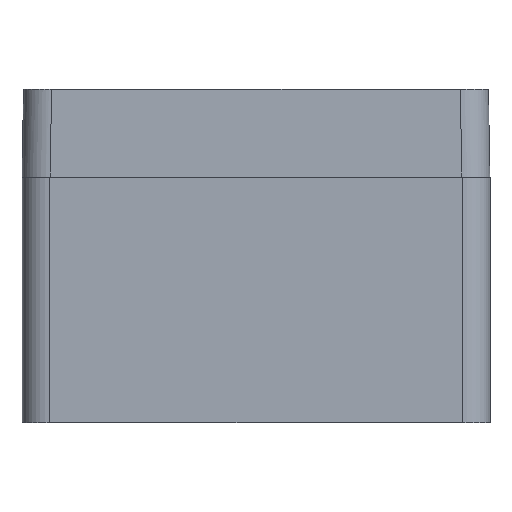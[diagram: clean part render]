
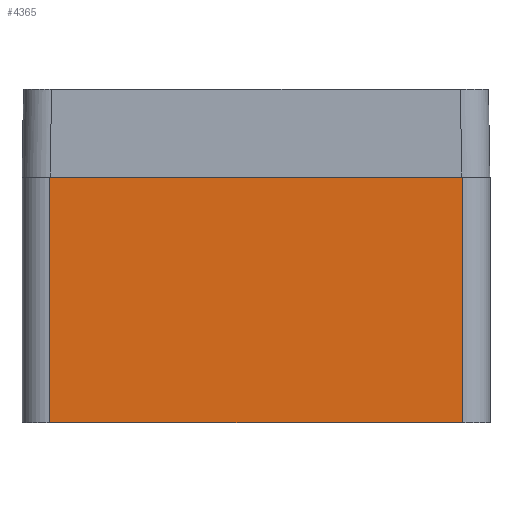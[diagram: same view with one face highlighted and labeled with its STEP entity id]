
A CAD part, front view. The second image highlights one B-rep face of the part: STEP entity #4365.
In plain terms, the highlighted planar face has unit normal (0, -1, 0).
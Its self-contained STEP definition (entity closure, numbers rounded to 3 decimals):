
#47 = EDGE_CURVE ( 'NONE', #2539, #103, #2709, .T. ) ;
#103 = VERTEX_POINT ( 'NONE', #1945 ) ;
#455 = LINE ( 'NONE', #3314, #2058 ) ;
#473 = EDGE_LOOP ( 'NONE', ( #1816, #1749, #3692, #1296 ) ) ;
#518 = DIRECTION ( 'NONE',  ( -1., 0., 0. ) ) ;
#616 = EDGE_CURVE ( 'NONE', #5050, #2539, #455, .T. ) ;
#686 = DIRECTION ( 'NONE',  ( 1., 0., 0. ) ) ;
#713 = VERTEX_POINT ( 'NONE', #867 ) ;
#853 = AXIS2_PLACEMENT_3D ( 'NONE', #1380, #3424, #1401 ) ;
#867 = CARTESIAN_POINT ( 'NONE',  ( 35.3, -62.5, 42. ) ) ;
#1175 = CARTESIAN_POINT ( 'NONE',  ( -40., -62.5, 0. ) ) ;
#1296 = ORIENTED_EDGE ( 'NONE', *, *, #47, .T. ) ;
#1380 = CARTESIAN_POINT ( 'NONE',  ( -40., -62.5, 43.5 ) ) ;
#1401 = DIRECTION ( 'NONE',  ( 0., 0., 1. ) ) ;
#1749 = ORIENTED_EDGE ( 'NONE', *, *, #3215, .T. ) ;
#1816 = ORIENTED_EDGE ( 'NONE', *, *, #3497, .T. ) ;
#1945 = CARTESIAN_POINT ( 'NONE',  ( 35.3, -62.5, 0. ) ) ;
#1956 = CARTESIAN_POINT ( 'NONE',  ( 35.3, -62.5, 43.5 ) ) ;
#2058 = VECTOR ( 'NONE', #3260, 1000. ) ;
#2109 = CARTESIAN_POINT ( 'NONE',  ( -35.3, -62.5, 0. ) ) ;
#2175 = LINE ( 'NONE', #2201, #5035 ) ;
#2201 = CARTESIAN_POINT ( 'NONE',  ( -40., -62.5, 42. ) ) ;
#2384 = DIRECTION ( 'NONE',  ( 0., 0., 1. ) ) ;
#2506 = LINE ( 'NONE', #1956, #4528 ) ;
#2539 = VERTEX_POINT ( 'NONE', #2109 ) ;
#2709 = LINE ( 'NONE', #1175, #4028 ) ;
#3215 = EDGE_CURVE ( 'NONE', #713, #5050, #2175, .T. ) ;
#3260 = DIRECTION ( 'NONE',  ( 0., 0., -1. ) ) ;
#3314 = CARTESIAN_POINT ( 'NONE',  ( -35.3, -62.5, 43.5 ) ) ;
#3424 = DIRECTION ( 'NONE',  ( 0., 1., 0. ) ) ;
#3497 = EDGE_CURVE ( 'NONE', #103, #713, #2506, .T. ) ;
#3593 = CARTESIAN_POINT ( 'NONE',  ( -35.3, -62.5, 42. ) ) ;
#3692 = ORIENTED_EDGE ( 'NONE', *, *, #616, .T. ) ;
#4028 = VECTOR ( 'NONE', #686, 1000. ) ;
#4365 = ADVANCED_FACE ( 'NONE', ( #4640 ), #5026, .F. ) ;
#4528 = VECTOR ( 'NONE', #2384, 1000. ) ;
#4640 = FACE_OUTER_BOUND ( 'NONE', #473, .T. ) ;
#5026 = PLANE ( 'NONE',  #853 ) ;
#5035 = VECTOR ( 'NONE', #518, 1000. ) ;
#5050 = VERTEX_POINT ( 'NONE', #3593 ) ;
